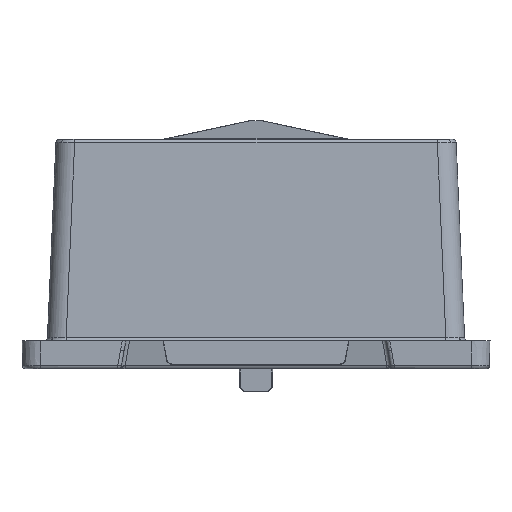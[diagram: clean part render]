
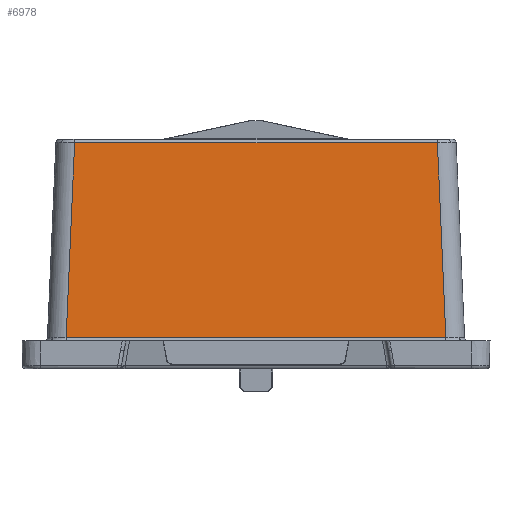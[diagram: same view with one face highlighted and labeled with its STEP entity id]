
A CAD part, left-side view. The second image highlights one B-rep face of the part: STEP entity #6978.
In plain terms, the highlighted planar face has unit normal (-0.999, 0, 0.044).
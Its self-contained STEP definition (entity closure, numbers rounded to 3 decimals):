
#11 = DIRECTION ( 'NONE',  ( -0.044, 0.044, -0.998 ) ) ;
#513 = EDGE_CURVE ( 'NONE', #8866, #9170, #693, .T. ) ;
#693 = LINE ( 'NONE', #9229, #6577 ) ;
#1020 = PLANE ( 'NONE',  #6768 ) ;
#1080 = CARTESIAN_POINT ( 'NONE',  ( -11.152, -10.153, 0.897 ) ) ;
#1395 = ORIENTED_EDGE ( 'NONE', *, *, #9055, .T. ) ;
#1607 = ORIENTED_EDGE ( 'NONE', *, *, #5219, .T. ) ;
#1688 = CARTESIAN_POINT ( 'NONE',  ( -10.689, -9.69, 11.509 ) ) ;
#1829 = CARTESIAN_POINT ( 'NONE',  ( -11.15, -11.15, 0.94 ) ) ;
#1888 = LINE ( 'NONE', #1080, #5677 ) ;
#1919 = DIRECTION ( 'NONE',  ( -0.999, 0., 0.044 ) ) ;
#2183 = CARTESIAN_POINT ( 'NONE',  ( -11.11, 10.111, 1.866 ) ) ;
#2672 = FACE_OUTER_BOUND ( 'NONE', #4301, .T. ) ;
#3145 = CARTESIAN_POINT ( 'NONE',  ( -10.689, 9.69, 11.509 ) ) ;
#3978 = EDGE_CURVE ( 'NONE', #8221, #8866, #1888, .T. ) ;
#4120 = CARTESIAN_POINT ( 'NONE',  ( -11.142, -10.143, 1.131 ) ) ;
#4248 = DIRECTION ( 'NONE',  ( 0.044, 0.044, 0.998 ) ) ;
#4301 = EDGE_LOOP ( 'NONE', ( #1395, #1607, #9819, #9374 ) ) ;
#4578 = DIRECTION ( 'NONE',  ( 0., 1., 0. ) ) ;
#4625 = LINE ( 'NONE', #8330, #6296 ) ;
#5219 = EDGE_CURVE ( 'NONE', #9032, #8221, #4625, .T. ) ;
#5563 = DIRECTION ( 'NONE',  ( 0.044, 0., 0.999 ) ) ;
#5677 = VECTOR ( 'NONE', #4248, 1000. ) ;
#6296 = VECTOR ( 'NONE', #9129, 1000. ) ;
#6577 = VECTOR ( 'NONE', #4578, 1000. ) ;
#6768 = AXIS2_PLACEMENT_3D ( 'NONE', #1829, #1919, #5563 ) ;
#6978 = ADVANCED_FACE ( 'NONE', ( #2672 ), #1020, .T. ) ;
#8221 = VERTEX_POINT ( 'NONE', #4120 ) ;
#8330 = CARTESIAN_POINT ( 'NONE',  ( -11.142, -10.151, 1.131 ) ) ;
#8866 = VERTEX_POINT ( 'NONE', #1688 ) ;
#8900 = VECTOR ( 'NONE', #11, 1000. ) ;
#9032 = VERTEX_POINT ( 'NONE', #9762 ) ;
#9055 = EDGE_CURVE ( 'NONE', #9170, #9032, #9056, .T. ) ;
#9056 = LINE ( 'NONE', #2183, #8900 ) ;
#9129 = DIRECTION ( 'NONE',  ( 0., -1., 0. ) ) ;
#9170 = VERTEX_POINT ( 'NONE', #3145 ) ;
#9229 = CARTESIAN_POINT ( 'NONE',  ( -10.689, 9.681, 11.509 ) ) ;
#9374 = ORIENTED_EDGE ( 'NONE', *, *, #513, .T. ) ;
#9762 = CARTESIAN_POINT ( 'NONE',  ( -11.142, 10.143, 1.131 ) ) ;
#9819 = ORIENTED_EDGE ( 'NONE', *, *, #3978, .T. ) ;
